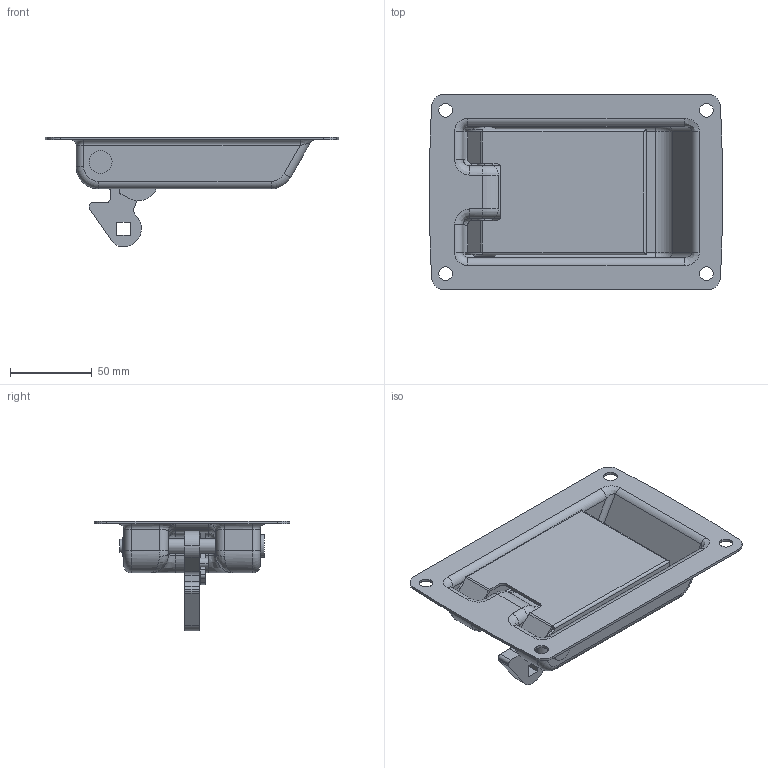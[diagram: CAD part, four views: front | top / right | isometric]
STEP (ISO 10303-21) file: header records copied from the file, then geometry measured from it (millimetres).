
FILE_DESCRIPTION (( 'STEP AP203' ), '1' );
FILE_NAME ('A-838-B-2.STEP', '2019-12-25T07:55:46', ( '' ), ( '' ), 'SwSTEP 2.0', 'SolidWorks 2014', '' );
FILE_SCHEMA (( 'CONFIG_CONTROL_DESIGN' ));
Length unit declared in the file: millimetre
Products named in the file (7): A-838-B-2_ハウジング_; A-838-B-2_ストッパー_; A-838-B-2; A-838-B-2_ハンドル_; A-838-B-2_C型止め輪__JIS B 2804 Shaft use 10; A-838-B-2_フック_; A-838-B-2_ヘッダーピン_
Assembly tree (6 placements, depth 2):
  A-838-B-2
    A-838-B-2_ハウジング_
    A-838-B-2_ハンドル_
    A-838-B-2_ストッパー_
    A-838-B-2_フック_
    A-838-B-2_ヘッダーピン_
    A-838-B-2_C型止め輪__JIS B 2804 Shaft use 10
Bounding box: 179.69 x 120 x 67.1 mm (x, y, z)
Volume: 97319.5 mm3; surface area: 107004.9 mm2
Topology: 6 solids, 6 shells, 365 faces, 937 edges, 591 vertices
Faces by surface type: cylinder 175, plane 136, torus 30, bspline 16, cone 8
Entity records: 13891 total; most frequent: CARTESIAN_POINT 4081, DIRECTION 1991, ORIENTED_EDGE 1866, EDGE_CURVE 933, AXIS2_PLACEMENT_3D 748, VERTEX_POINT 591, VECTOR 495, LINE 495
